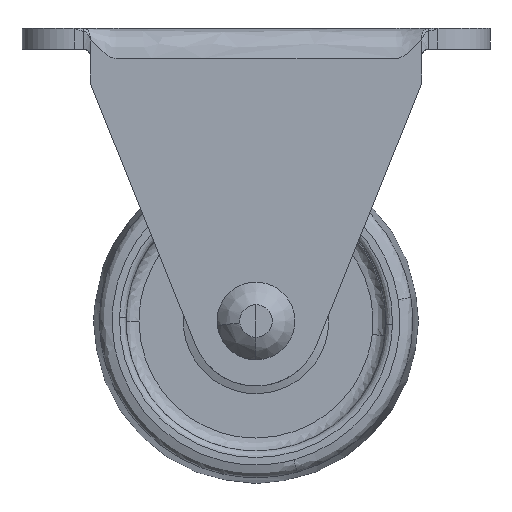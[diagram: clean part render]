
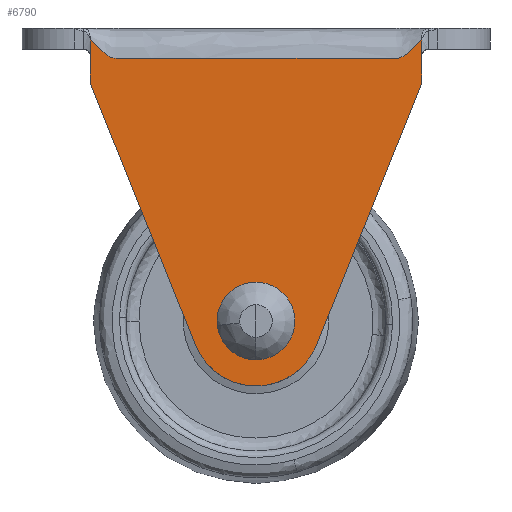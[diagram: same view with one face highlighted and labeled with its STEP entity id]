
A CAD part, front view. The second image highlights one B-rep face of the part: STEP entity #6790.
In plain terms, the highlighted free-form (B-spline) face has degree [1, 1] with [2, 2] control points.
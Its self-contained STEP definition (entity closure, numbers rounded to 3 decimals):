
#3601=CARTESIAN_POINT('',(-2.25,-9.15,0.02));
#3602=VERTEX_POINT('',#3601);
#3608=CARTESIAN_POINT('',(0.0,-9.15,-2.25));
#3609=VERTEX_POINT('',#3608);
#3610=CARTESIAN_POINT('',(-2.25,-9.15,0.02));
#3611=CARTESIAN_POINT('',(-2.25,-9.15,0.01));
#3612=CARTESIAN_POINT('',(-2.25,-9.15,0.0));
#3613=CARTESIAN_POINT('',(-2.25,-9.15,-2.25));
#3614=CARTESIAN_POINT('',(0.0,-9.15,-2.25));
#3622=(BOUNDED_CURVE()B_SPLINE_CURVE(2,(#3610,#3611,#3612,#3613,#3614),.UNSPECIFIED.,.F.,.U.)B_SPLINE_CURVE_WITH_KNOTS((3,2,3),(0.248,0.25,0.5),.UNSPECIFIED.)CURVE()GEOMETRIC_REPRESENTATION_ITEM()RATIONAL_B_SPLINE_CURVE((0.996,0.998,1.0,0.707,1.0))REPRESENTATION_ITEM(''));
#3623=EDGE_CURVE('',#3602,#3609,#3622,.T.);
#3625=CARTESIAN_POINT('',(2.233,-9.15,-0.279));
#3626=VERTEX_POINT('',#3625);
#3627=CARTESIAN_POINT('',(0.0,-9.15,-2.25));
#3628=CARTESIAN_POINT('',(1.986,-9.15,-2.25));
#3629=CARTESIAN_POINT('',(2.233,-9.15,-0.279));
#3637=(BOUNDED_CURVE()B_SPLINE_CURVE(2,(#3627,#3628,#3629),.UNSPECIFIED.,.F.,.U.)B_SPLINE_CURVE_WITH_KNOTS((3,3),(0.5,0.729),.UNSPECIFIED.)CURVE()GEOMETRIC_REPRESENTATION_ITEM()RATIONAL_B_SPLINE_CURVE((1.0,0.732,0.954))REPRESENTATION_ITEM(''));
#3638=EDGE_CURVE('',#3609,#3626,#3637,.T.);
#3688=CARTESIAN_POINT('',(0.0,-9.15,2.25));
#3689=VERTEX_POINT('',#3688);
#3690=CARTESIAN_POINT('',(2.233,-9.15,-0.279));
#3691=CARTESIAN_POINT('',(2.25,-9.15,-0.14));
#3692=CARTESIAN_POINT('',(2.25,-9.15,0.0));
#3693=CARTESIAN_POINT('',(2.25,-9.15,2.25));
#3694=CARTESIAN_POINT('',(0.0,-9.15,2.25));
#3702=(BOUNDED_CURVE()B_SPLINE_CURVE(2,(#3690,#3691,#3692,#3693,#3694),.UNSPECIFIED.,.F.,.U.)B_SPLINE_CURVE_WITH_KNOTS((3,2,3),(0.729,0.75,1.0),.UNSPECIFIED.)CURVE()GEOMETRIC_REPRESENTATION_ITEM()RATIONAL_B_SPLINE_CURVE((0.954,0.975,1.0,0.707,1.0))REPRESENTATION_ITEM(''));
#3703=EDGE_CURVE('',#3626,#3689,#3702,.T.);
#3705=CARTESIAN_POINT('',(0.0,-9.15,2.25));
#3706=CARTESIAN_POINT('',(-2.23,-9.15,2.25));
#3707=CARTESIAN_POINT('',(-2.25,-9.15,0.02));
#3715=(BOUNDED_CURVE()B_SPLINE_CURVE(2,(#3705,#3706,#3707),.UNSPECIFIED.,.F.,.U.)B_SPLINE_CURVE_WITH_KNOTS((3,3),(0.0,0.248),.UNSPECIFIED.)CURVE()GEOMETRIC_REPRESENTATION_ITEM()RATIONAL_B_SPLINE_CURVE((1.0,0.709,0.996))REPRESENTATION_ITEM(''));
#3716=EDGE_CURVE('',#3689,#3602,#3715,.T.);
#4973=CARTESIAN_POINT('',(12.75,-9.15,21.7));
#4974=VERTEX_POINT('',#4973);
#5072=CARTESIAN_POINT('',(-12.75,-9.15,21.7));
#5073=VERTEX_POINT('',#5072);
#5091=CARTESIAN_POINT('',(12.75,-9.15,21.7));
#5092=CARTESIAN_POINT('',(12.083,-9.15,20.95));
#5093=CARTESIAN_POINT('',(11.417,-9.15,20.2));
#5094=CARTESIAN_POINT('',(10.75,-9.15,20.2));
#5095=CARTESIAN_POINT('',(3.583,-9.15,20.2));
#5096=CARTESIAN_POINT('',(-3.583,-9.15,20.2));
#5097=CARTESIAN_POINT('',(-10.75,-9.15,20.2));
#5098=CARTESIAN_POINT('',(-11.417,-9.15,20.2));
#5099=CARTESIAN_POINT('',(-12.083,-9.15,20.95));
#5100=CARTESIAN_POINT('',(-12.75,-9.15,21.7));
#5101=B_SPLINE_CURVE_WITH_KNOTS('',3,(#5091,#5092,#5093,#5094,#5095,#5096,#5097,#5098,#5099,#5100),.UNSPECIFIED.,.F.,.U.,(4,3,3,4),(0.026,0.101,0.899,0.974),.UNSPECIFIED.);
#5102=EDGE_CURVE('',#4974,#5073,#5101,.T.);
#5255=CARTESIAN_POINT('',(-12.75,-9.15,20.4));
#5256=VERTEX_POINT('',#5255);
#5412=CARTESIAN_POINT('',(12.75,-9.15,20.4));
#5413=VERTEX_POINT('',#5412);
#5901=CARTESIAN_POINT('',(-12.75,-9.15,20.4));
#5902=CARTESIAN_POINT('',(-12.75,-9.15,21.7));
#5903=QUASI_UNIFORM_CURVE('',1,(#5901,#5902),.UNSPECIFIED.,.F.,.U.);
#5904=EDGE_CURVE('',#5256,#5073,#5903,.T.);
#5953=CARTESIAN_POINT('',(12.75,-9.15,20.4));
#5954=CARTESIAN_POINT('',(12.75,-9.15,21.7));
#5955=QUASI_UNIFORM_CURVE('',1,(#5953,#5954),.UNSPECIFIED.,.F.,.U.);
#5956=EDGE_CURVE('',#5413,#4974,#5955,.T.);
#6582=CARTESIAN_POINT('',(-4.639,-9.15,-1.866));
#6583=VERTEX_POINT('',#6582);
#6589=CARTESIAN_POINT('',(-12.75,-9.15,18.3));
#6590=VERTEX_POINT('',#6589);
#6591=CARTESIAN_POINT('',(-12.75,-9.15,18.3));
#6592=CARTESIAN_POINT('',(-4.639,-9.15,-1.866));
#6593=QUASI_UNIFORM_CURVE('',1,(#6591,#6592),.UNSPECIFIED.,.F.,.U.);
#6594=EDGE_CURVE('',#6590,#6583,#6593,.T.);
#6616=CARTESIAN_POINT('',(12.75,-9.15,18.3));
#6617=VERTEX_POINT('',#6616);
#6623=CARTESIAN_POINT('',(4.639,-9.15,-1.866));
#6624=VERTEX_POINT('',#6623);
#6625=CARTESIAN_POINT('',(4.639,-9.15,-1.866));
#6626=CARTESIAN_POINT('',(12.75,-9.15,18.3));
#6627=QUASI_UNIFORM_CURVE('',1,(#6625,#6626),.UNSPECIFIED.,.F.,.U.);
#6628=EDGE_CURVE('',#6624,#6617,#6627,.T.);
#6674=CARTESIAN_POINT('',(-4.639,-9.15,-1.866));
#6675=CARTESIAN_POINT('',(-3.378,-9.15,-5.));
#6676=CARTESIAN_POINT('',(0.,-9.15,-5.));
#6677=CARTESIAN_POINT('',(3.378,-9.15,-5.));
#6678=CARTESIAN_POINT('',(4.639,-9.15,-1.866));
#6686=(BOUNDED_CURVE()B_SPLINE_CURVE(2,(#6674,#6675,#6676,#6677,#6678),.UNSPECIFIED.,.F.,.U.)B_SPLINE_CURVE_WITH_KNOTS((3,2,3),(0.0,0.5,1.0),.UNSPECIFIED.)CURVE()GEOMETRIC_REPRESENTATION_ITEM()RATIONAL_B_SPLINE_CURVE((1.0,0.829,1.0,0.829,1.0))REPRESENTATION_ITEM(''));
#6687=EDGE_CURVE('',#6583,#6624,#6686,.T.);
#6701=CARTESIAN_POINT('',(-12.75,-9.15,18.3));
#6702=CARTESIAN_POINT('',(-12.75,-9.15,20.4));
#6703=QUASI_UNIFORM_CURVE('',1,(#6701,#6702),.UNSPECIFIED.,.F.,.U.);
#6704=EDGE_CURVE('',#6590,#5256,#6703,.T.);
#6717=CARTESIAN_POINT('',(12.75,-9.15,18.3));
#6718=CARTESIAN_POINT('',(12.75,-9.15,20.4));
#6719=QUASI_UNIFORM_CURVE('',1,(#6717,#6718),.UNSPECIFIED.,.F.,.U.);
#6720=EDGE_CURVE('',#6617,#5413,#6719,.T.);
#6769=CARTESIAN_POINT('',(-14.024,-9.15,-6.334));
#6770=CARTESIAN_POINT('',(-14.024,-9.15,23.034));
#6771=CARTESIAN_POINT('',(14.024,-9.15,-6.334));
#6772=CARTESIAN_POINT('',(14.024,-9.15,23.034));
#6773=B_SPLINE_SURFACE_WITH_KNOTS('',1,1,((#6769,#6771),(#6770,#6772)),.UNSPECIFIED.,.F.,.F.,.U.,(2,2),(2,2),(0.0,29.367),(0.0,28.047),.UNSPECIFIED.);
#6774=ORIENTED_EDGE('',*,*,#5956,.T.);
#6775=ORIENTED_EDGE('',*,*,#5102,.T.);
#6776=ORIENTED_EDGE('',*,*,#5904,.F.);
#6777=ORIENTED_EDGE('',*,*,#6704,.F.);
#6778=ORIENTED_EDGE('',*,*,#6594,.T.);
#6779=ORIENTED_EDGE('',*,*,#6687,.T.);
#6780=ORIENTED_EDGE('',*,*,#6628,.T.);
#6781=ORIENTED_EDGE('',*,*,#6720,.T.);
#6782=EDGE_LOOP('',(#6774,#6775,#6776,#6777,#6778,#6779,#6780,#6781));
#6783=FACE_OUTER_BOUND('',#6782,.T.);
#6784=ORIENTED_EDGE('',*,*,#3716,.F.);
#6785=ORIENTED_EDGE('',*,*,#3703,.F.);
#6786=ORIENTED_EDGE('',*,*,#3638,.F.);
#6787=ORIENTED_EDGE('',*,*,#3623,.F.);
#6788=EDGE_LOOP('',(#6784,#6785,#6786,#6787));
#6789=FACE_BOUND('',#6788,.T.);
#6790=ADVANCED_FACE('',(#6783,#6789),#6773,.F.);
